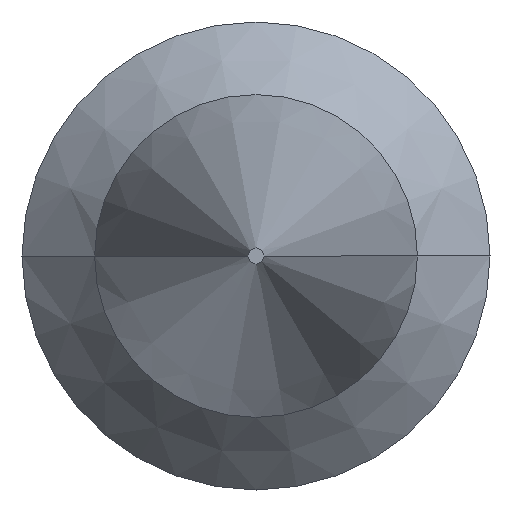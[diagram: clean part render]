
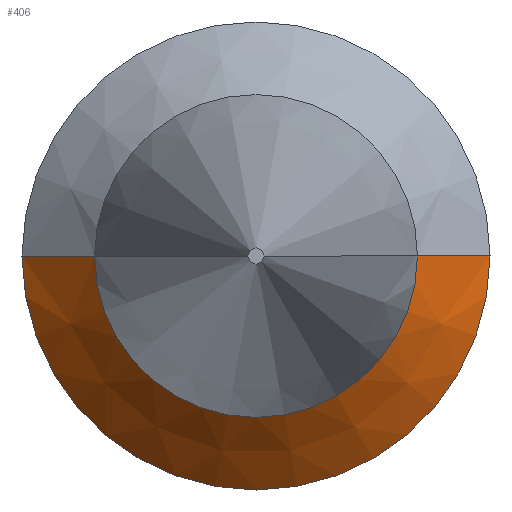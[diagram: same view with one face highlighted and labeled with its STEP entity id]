
A CAD part, left-side view. The second image highlights one B-rep face of the part: STEP entity #406.
In plain terms, the highlighted conical face has half-angle 45 degrees and reference radius 0.254 mm.
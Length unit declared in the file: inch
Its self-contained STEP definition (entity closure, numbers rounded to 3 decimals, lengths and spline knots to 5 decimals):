
#93 = CARTESIAN_POINT ( 'NONE',  ( 0.1455, 0.01, 0. ) ) ;
#94 = CARTESIAN_POINT ( 'NONE',  ( 0.15, -0.0145, 0. ) ) ;
#106 = DIRECTION ( 'NONE',  ( 0.707, 0.707, 0. ) ) ;
#107 = CARTESIAN_POINT ( 'NONE',  ( 0.1455, 0.01, 0. ) ) ;
#112 = DIRECTION ( 'NONE',  ( 0., 1., 0. ) ) ;
#115 = DIRECTION ( 'NONE',  ( 1., 0., 0. ) ) ;
#116 = CARTESIAN_POINT ( 'NONE',  ( 0.1455, 0., 0. ) ) ;
#152 = EDGE_CURVE ( 'NONE', #536, #774, #747, .T. ) ;
#156 = EDGE_CURVE ( 'NONE', #774, #666, #878, .T. ) ;
#209 = AXIS2_PLACEMENT_3D ( 'NONE', #116, #115, #112 ) ;
#275 = CARTESIAN_POINT ( 'NONE',  ( 0.15, 0.0145, 0. ) ) ;
#282 = CARTESIAN_POINT ( 'NONE',  ( 0.1455, -0.01, 0. ) ) ;
#343 = DIRECTION ( 'NONE',  ( 1., 0., 0. ) ) ;
#344 = CARTESIAN_POINT ( 'NONE',  ( 0.1455, 0., 0. ) ) ;
#345 = DIRECTION ( 'NONE',  ( 0., 1., 0. ) ) ;
#406 = ADVANCED_FACE ( 'NONE', ( #779 ), #735, .T. ) ;
#440 = DIRECTION ( 'NONE',  ( 0.707, -0.707, 0. ) ) ;
#451 = CARTESIAN_POINT ( 'NONE',  ( 0.15, 0., 0. ) ) ;
#452 = DIRECTION ( 'NONE',  ( 1., 0., 0. ) ) ;
#466 = DIRECTION ( 'NONE',  ( 0., 1., 0. ) ) ;
#497 = CARTESIAN_POINT ( 'NONE',  ( 0.1455, -0.01, 0. ) ) ;
#536 = VERTEX_POINT ( 'NONE', #282 ) ;
#573 = ORIENTED_EDGE ( 'NONE', *, *, #152, .F. ) ;
#600 = ORIENTED_EDGE ( 'NONE', *, *, #1021, .T. ) ;
#603 = ORIENTED_EDGE ( 'NONE', *, *, #156, .F. ) ;
#606 = EDGE_LOOP ( 'NONE', ( #573, #624, #600, #603 ) ) ;
#624 = ORIENTED_EDGE ( 'NONE', *, *, #1018, .T. ) ;
#666 = VERTEX_POINT ( 'NONE', #275 ) ;
#728 = LINE ( 'NONE', #107, #857 ) ;
#735 = CONICAL_SURFACE ( 'NONE', #1046, 0.01, 0.785 ) ;
#738 = VERTEX_POINT ( 'NONE', #93 ) ;
#747 = LINE ( 'NONE', #497, #832 ) ;
#774 = VERTEX_POINT ( 'NONE', #94 ) ;
#779 = FACE_OUTER_BOUND ( 'NONE', #606, .T. ) ;
#832 = VECTOR ( 'NONE', #440, 39.37008 ) ;
#853 = CIRCLE ( 'NONE', #209, 0.01 ) ;
#857 = VECTOR ( 'NONE', #106, 39.37008 ) ;
#878 = CIRCLE ( 'NONE', #983, 0.0145 ) ;
#983 = AXIS2_PLACEMENT_3D ( 'NONE', #451, #452, #466 ) ;
#1018 = EDGE_CURVE ( 'NONE', #536, #738, #853, .T. ) ;
#1021 = EDGE_CURVE ( 'NONE', #738, #666, #728, .T. ) ;
#1046 = AXIS2_PLACEMENT_3D ( 'NONE', #344, #343, #345 ) ;
